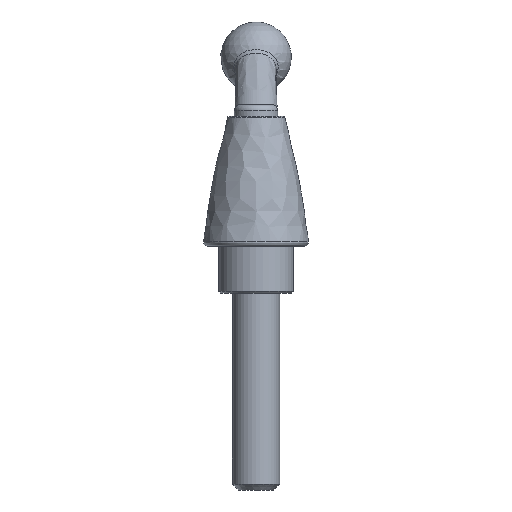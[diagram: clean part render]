
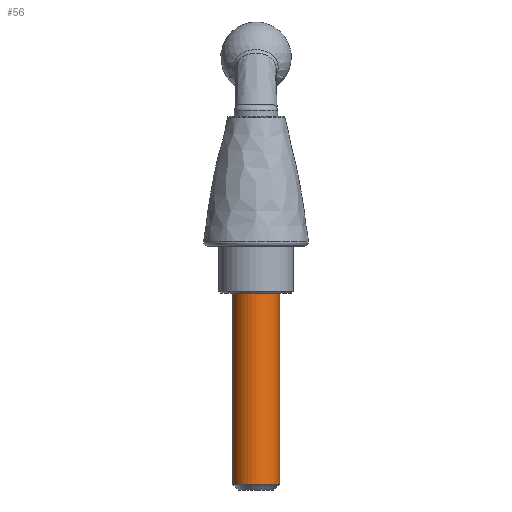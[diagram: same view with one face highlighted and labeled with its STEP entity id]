
A CAD part, left-side view. The second image highlights one B-rep face of the part: STEP entity #56.
In plain terms, the highlighted cylindrical face has radius 6 mm (diameter 12 mm), a full revolution.
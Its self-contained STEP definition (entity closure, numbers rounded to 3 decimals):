
#56 = ADVANCED_FACE( '', ( #131, #132 ), #133, .T. );
#131 = FACE_OUTER_BOUND( '', #2202, .T. );
#132 = FACE_OUTER_BOUND( '', #2203, .T. );
#133 = CYLINDRICAL_SURFACE( '', #2204, 6. );
#2202 = EDGE_LOOP( '', ( #5111 ) );
#2203 = EDGE_LOOP( '', ( #5112 ) );
#2204 = AXIS2_PLACEMENT_3D( '', #5113, #5114, #5115 );
#5111 = ORIENTED_EDGE( '', *, *, #5255, .T. );
#5112 = ORIENTED_EDGE( '', *, *, #5258, .T. );
#5113 = CARTESIAN_POINT( '', ( 0., 0., -62. ) );
#5114 = DIRECTION( '', ( 0., 0., -1. ) );
#5115 = DIRECTION( '', ( 0., -1., 0. ) );
#5255 = EDGE_CURVE( '', #5317, #5317, #5318, .F. );
#5258 = EDGE_CURVE( '', #5322, #5322, #5323, .F. );
#5317 = VERTEX_POINT( '', #6367 );
#5318 = CIRCLE( '', #6368, 6. );
#5322 = VERTEX_POINT( '', #6372 );
#5323 = CIRCLE( '', #6373, 6. );
#6367 = CARTESIAN_POINT( '', ( 0., 6., -60.5 ) );
#6368 = AXIS2_PLACEMENT_3D( '', #7603, #7604, #7605 );
#6372 = CARTESIAN_POINT( '', ( 0., -6., -12. ) );
#6373 = AXIS2_PLACEMENT_3D( '', #7609, #7610, #7611 );
#7603 = CARTESIAN_POINT( '', ( 0., 0., -60.5 ) );
#7604 = DIRECTION( '', ( 0., 0., -1. ) );
#7605 = DIRECTION( '', ( 0., 1., 0. ) );
#7609 = CARTESIAN_POINT( '', ( 0., 0., -12. ) );
#7610 = DIRECTION( '', ( 0., 0., 1. ) );
#7611 = DIRECTION( '', ( 0., -1., 0. ) );
